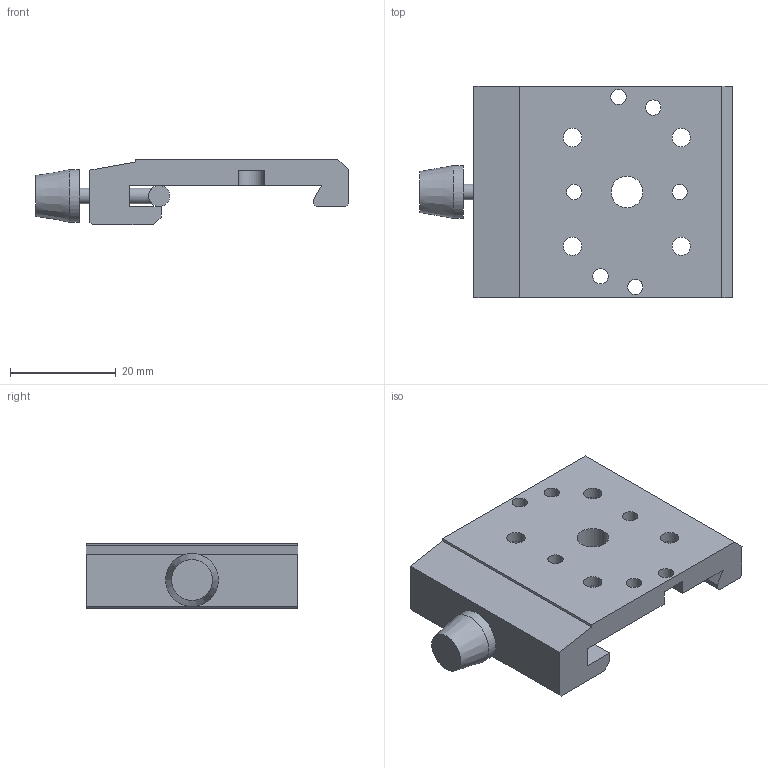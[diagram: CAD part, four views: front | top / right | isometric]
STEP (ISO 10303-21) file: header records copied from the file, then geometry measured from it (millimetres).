
FILE_DESCRIPTION(/* description */ (''),/* implementation_level */ '2;1');
FILE_NAME(/* name */ 'FLS40_40mm_carrier.stp',/* time_stamp */ '2018-08-27T10:02:02+02:00',/* author */ ('voigt'),/* organization */ (''),/* preprocessor_version */ 'ST-DEVELOPER v16.1',/* originating_system */ 'Autodesk Inventor 2016',/* authorisation */ '');
FILE_SCHEMA (('AUTOMOTIVE_DESIGN { 1 0 10303 214 3 1 1 }'));
Length unit declared in the file: millimetre
Products named in the file (1): FLS40_40mm_carrier
Bounding box: 59.3 x 40 x 12.5 mm (x, y, z)
Volume: 13019.8 mm3; surface area: 7354.5 mm2
Topology: 1 solids, 1 shells, 65 faces, 173 edges, 122 vertices
Faces by surface type: plane 38, cylinder 26, cone 1
Full cylindrical faces by diameter (mm): 2.9 x6, 3 x2, 3.5 x4, 5 x4, 5.8 x4, 6 x1, 10 x1
Entity records: 1949 total; most frequent: CARTESIAN_POINT 337, DIRECTION 312, ORIENTED_EDGE 262, EDGE_CURVE 129, EDGE_LOOP 124, AXIS2_PLACEMENT_3D 118, VERTEX_POINT 101, LINE 76
